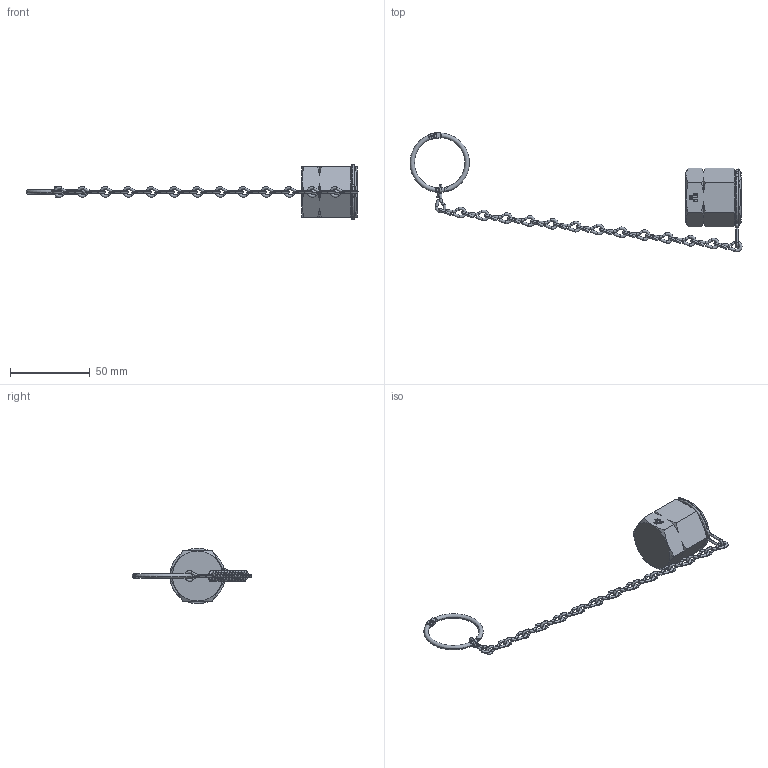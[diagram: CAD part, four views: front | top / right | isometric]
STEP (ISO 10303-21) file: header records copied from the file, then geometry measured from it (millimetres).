
FILE_DESCRIPTION (( 'STEP AP203' ), '1' );
FILE_NAME ('AD-510FSS-BL-R.STEP', '2025-08-04T12:27:04', ( '' ), ( '' ), 'SwSTEP 2.0', 'SolidWorks 2018', '' );
FILE_SCHEMA (( 'CONFIG_CONTROL_DESIGN' ));
Length unit declared in the file: inch
Products named in the file (8): AD-510FSS-BL-R; PRT-002285; PRT-002255_SMALL PIN; PRT-002245_RING-1.187D HALF; PRT-002239_STAINLESS; ASY-000214_One Link Bent; ASY-000291; PRT-000050
Assembly tree (21 placements, depth 3):
  AD-510FSS-BL-R
    PRT-000050
    ASY-000214_One Link Bent
      PRT-002239_STAINLESS  x14
    ASY-000291
      PRT-002245_RING-1.187D HALF  x2
      PRT-002255_SMALL PIN
    PRT-002285
Bounding box: 208.82 x 75.21 x 34.92 mm (x, y, z)
Volume: 24491.6 mm3; surface area: 12312.1 mm2
Topology: 19 solids, 19 shells, 537 faces, 1264 edges, 758 vertices
Faces by surface type: cylinder 180, bspline 114, torus 110, plane 90, cone 27, sphere 16
Entity records: 15078 total; most frequent: CARTESIAN_POINT 8901, ORIENTED_EDGE 1126, DIRECTION 864, EDGE_CURVE 563, VERTEX_POINT 355, AXIS2_PLACEMENT_3D 329, EDGE_LOOP 242, ADVANCED_FACE 229
